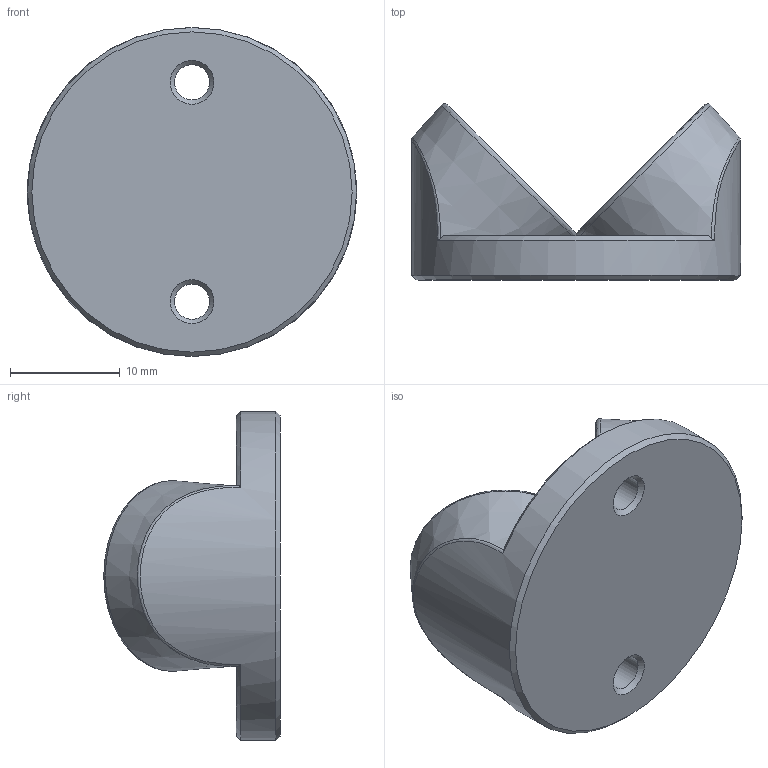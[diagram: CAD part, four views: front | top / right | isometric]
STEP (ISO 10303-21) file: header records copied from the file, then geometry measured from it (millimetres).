
FILE_DESCRIPTION(/* description */ (''),/* implementation_level */ '2;1');
FILE_NAME(/* name */ 'A-Maxwell_Vee_Block_3-F.stp',/* time_stamp */ '2020-10-21T18:26:34-07:00',/* author */ (''),/* organization */ (''),/* preprocessor_version */ 'ST-DEVELOPER v18.1',/* originating_system */ 'Autodesk Translation Framework v9.3.0.1241',/* authorisation */ '');
FILE_SCHEMA (('AUTOMOTIVE_DESIGN { 1 0 10303 214 3 1 1 }'));
Length unit declared in the file: millimetre
Products named in the file (1): Magnet Vee Block Plastic 
Bounding box: 30 x 16.06 x 30 mm (x, y, z)
Volume: 4155.7 mm3; surface area: 2981.8 mm2
Topology: 1 solids, 1 shells, 27 faces, 67 edges, 44 vertices
Faces by surface type: cone 9, plane 7, cylinder 5, torus 4, bspline 2
Full cylindrical faces by diameter (mm): 3.2 x2, 15.1 x2, 30 x1
Entity records: 1080 total; most frequent: CARTESIAN_POINT 399, ORIENTED_EDGE 134, DIRECTION 133, EDGE_CURVE 67, AXIS2_PLACEMENT_3D 61, VERTEX_POINT 44, EDGE_LOOP 33, CIRCLE 31
